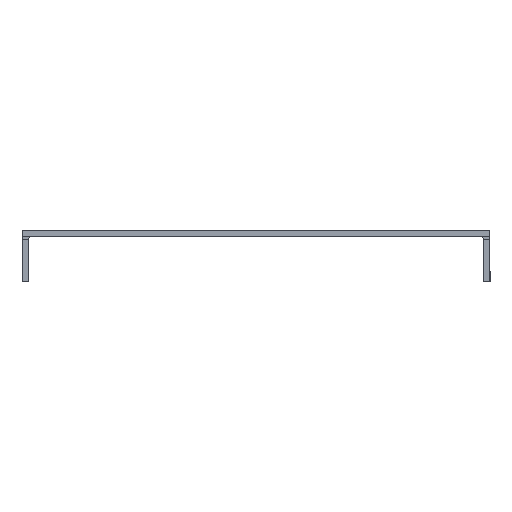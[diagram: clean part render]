
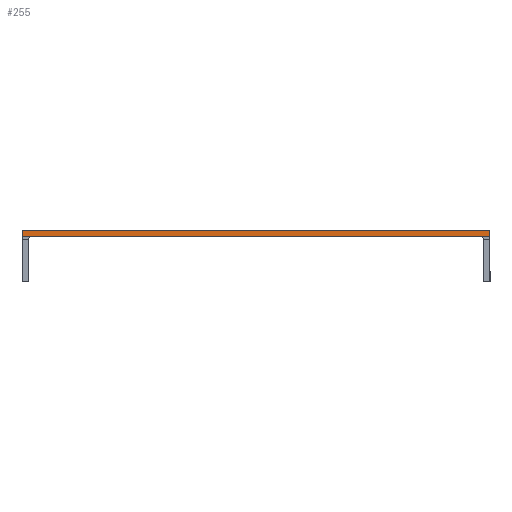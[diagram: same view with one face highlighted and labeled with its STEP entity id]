
A CAD part, left-side view. The second image highlights one B-rep face of the part: STEP entity #255.
In plain terms, the highlighted planar face has unit normal (-1, 0, 0).
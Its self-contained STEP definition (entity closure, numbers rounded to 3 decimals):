
#17 = DIRECTION ( 'NONE',  ( 0., -1., 0. ) ) ;
#57 = VECTOR ( 'NONE', #1117, 1000. ) ;
#68 = EDGE_CURVE ( 'NONE', #842, #609, #1774, .T. ) ;
#187 = CARTESIAN_POINT ( 'NONE',  ( 0., 0., -2.5 ) ) ;
#245 = CARTESIAN_POINT ( 'NONE',  ( 0., -183.5, 0. ) ) ;
#255 = ADVANCED_FACE ( 'NONE', ( #863 ), #820, .T. ) ;
#295 = VERTEX_POINT ( 'NONE', #1821 ) ;
#300 = EDGE_CURVE ( 'NONE', #842, #295, #2151, .T. ) ;
#348 = CARTESIAN_POINT ( 'NONE',  ( 0., 0., 0. ) ) ;
#451 = ORIENTED_EDGE ( 'NONE', *, *, #848, .F. ) ;
#464 = CARTESIAN_POINT ( 'NONE',  ( 0., -183.5, -2.5 ) ) ;
#508 = DIRECTION ( 'NONE',  ( -1., 0., 0. ) ) ;
#510 = DIRECTION ( 'NONE',  ( 0., -1., 0. ) ) ;
#586 = VECTOR ( 'NONE', #510, 1000. ) ;
#609 = VERTEX_POINT ( 'NONE', #642 ) ;
#625 = VECTOR ( 'NONE', #1607, 1000. ) ;
#642 = CARTESIAN_POINT ( 'NONE',  ( 0., 0., 0. ) ) ;
#649 = LINE ( 'NONE', #348, #586 ) ;
#660 = CARTESIAN_POINT ( 'NONE',  ( 0., 0., -2.5 ) ) ;
#803 = ORIENTED_EDGE ( 'NONE', *, *, #300, .T. ) ;
#820 = PLANE ( 'NONE',  #1563 ) ;
#833 = DIRECTION ( 'NONE',  ( 0., -1., 0. ) ) ;
#842 = VERTEX_POINT ( 'NONE', #187 ) ;
#848 = EDGE_CURVE ( 'NONE', #609, #1283, #649, .T. ) ;
#863 = FACE_OUTER_BOUND ( 'NONE', #2130, .T. ) ;
#1047 = ORIENTED_EDGE ( 'NONE', *, *, #68, .F. ) ;
#1089 = CARTESIAN_POINT ( 'NONE',  ( 0., 0., -2.5 ) ) ;
#1117 = DIRECTION ( 'NONE',  ( 0., 0., 1. ) ) ;
#1283 = VERTEX_POINT ( 'NONE', #245 ) ;
#1286 = LINE ( 'NONE', #464, #57 ) ;
#1552 = EDGE_CURVE ( 'NONE', #295, #1283, #1286, .T. ) ;
#1563 = AXIS2_PLACEMENT_3D ( 'NONE', #2162, #508, #833 ) ;
#1607 = DIRECTION ( 'NONE',  ( 0., 0., 1. ) ) ;
#1679 = ORIENTED_EDGE ( 'NONE', *, *, #1552, .T. ) ;
#1744 = VECTOR ( 'NONE', #17, 1000. ) ;
#1774 = LINE ( 'NONE', #1089, #625 ) ;
#1821 = CARTESIAN_POINT ( 'NONE',  ( 0., -183.5, -2.5 ) ) ;
#2130 = EDGE_LOOP ( 'NONE', ( #451, #1047, #803, #1679 ) ) ;
#2151 = LINE ( 'NONE', #660, #1744 ) ;
#2162 = CARTESIAN_POINT ( 'NONE',  ( 0., 0., -2.5 ) ) ;
